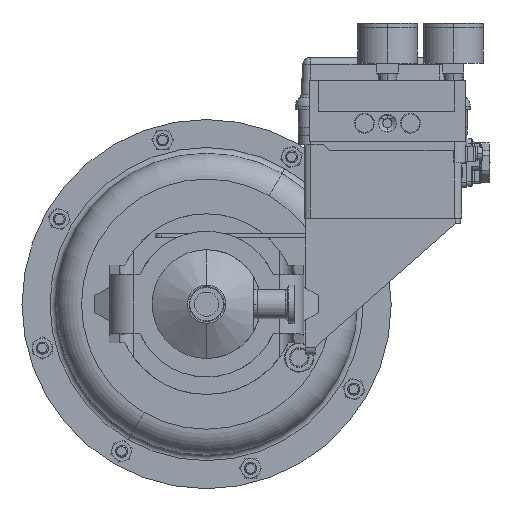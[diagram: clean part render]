
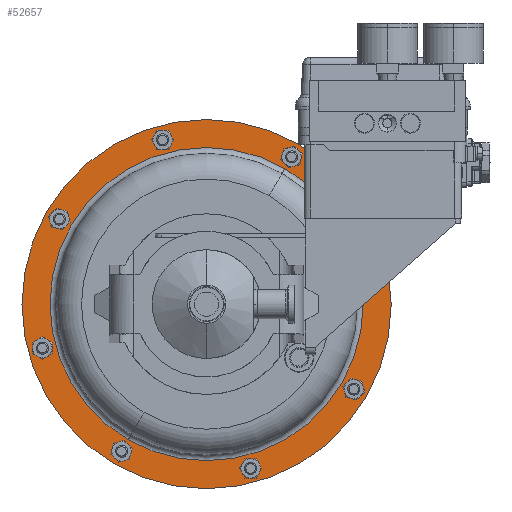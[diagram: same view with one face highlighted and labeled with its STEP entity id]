
A CAD part, front view. The second image highlights one B-rep face of the part: STEP entity #52657.
In plain terms, the highlighted planar face has unit normal (0, -1, 0).
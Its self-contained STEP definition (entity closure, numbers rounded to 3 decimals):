
#644 = FACE_OUTER_BOUND ( 'NONE', #5673, .T. ) ;
#1218 = ORIENTED_EDGE ( 'NONE', *, *, #21013, .F. ) ;
#2602 = EDGE_CURVE ( 'NONE', #12789, #85778, #10539, .T. ) ;
#3602 = CARTESIAN_POINT ( 'NONE',  ( 4.114, 9.563, -2.375 ) ) ;
#5673 = EDGE_LOOP ( 'NONE', ( #57351, #1218 ) ) ;
#10539 = CIRCLE ( 'NONE', #76122, 4.029 ) ;
#12789 = VERTEX_POINT ( 'NONE', #26888 ) ;
#13153 = DIRECTION ( 'NONE',  ( 0., 1., 0. ) ) ;
#13586 = CIRCLE ( 'NONE', #36887, 4.75 ) ;
#20239 = CARTESIAN_POINT ( 'NONE',  ( -2.375, 9.563, -4.114 ) ) ;
#21013 = EDGE_CURVE ( 'NONE', #75720, #56266, #59278, .T. ) ;
#24324 = DIRECTION ( 'NONE',  ( 0.5, 0., 0.866 ) ) ;
#24640 = CIRCLE ( 'NONE', #54630, 4.029 ) ;
#26888 = CARTESIAN_POINT ( 'NONE',  ( 2.014, 9.563, 3.489 ) ) ;
#27795 = CARTESIAN_POINT ( 'NONE',  ( 0., 9.563, 0. ) ) ;
#29564 = DIRECTION ( 'NONE',  ( 0., 1., 0. ) ) ;
#32651 = PLANE ( 'NONE',  #66844 ) ;
#34722 = AXIS2_PLACEMENT_3D ( 'NONE', #66002, #29564, #37499 ) ;
#36887 = AXIS2_PLACEMENT_3D ( 'NONE', #79228, #13153, #71267 ) ;
#37499 = DIRECTION ( 'NONE',  ( 0.5, 0., 0.866 ) ) ;
#40561 = DIRECTION ( 'NONE',  ( 0., -1., 0. ) ) ;
#43961 = FACE_BOUND ( 'NONE', #56776, .T. ) ;
#47742 = ORIENTED_EDGE ( 'NONE', *, *, #2602, .T. ) ;
#49108 = DIRECTION ( 'NONE',  ( 0., 1., 0. ) ) ;
#52657 = ADVANCED_FACE ( 'NONE', ( #43961, #644 ), #32651, .T. ) ;
#54511 = DIRECTION ( 'NONE',  ( -0.5, 0., -0.866 ) ) ;
#54630 = AXIS2_PLACEMENT_3D ( 'NONE', #67781, #89226, #24324 ) ;
#56266 = VERTEX_POINT ( 'NONE', #64467 ) ;
#56776 = EDGE_LOOP ( 'NONE', ( #47742, #67021 ) ) ;
#57351 = ORIENTED_EDGE ( 'NONE', *, *, #59110, .F. ) ;
#59110 = EDGE_CURVE ( 'NONE', #56266, #75720, #13586, .T. ) ;
#59278 = CIRCLE ( 'NONE', #34722, 4.75 ) ;
#64467 = CARTESIAN_POINT ( 'NONE',  ( 2.375, 9.563, 4.114 ) ) ;
#66002 = CARTESIAN_POINT ( 'NONE',  ( 0., 9.563, 0. ) ) ;
#66844 = AXIS2_PLACEMENT_3D ( 'NONE', #3602, #40561, #54511 ) ;
#67021 = ORIENTED_EDGE ( 'NONE', *, *, #72897, .T. ) ;
#67781 = CARTESIAN_POINT ( 'NONE',  ( 0., 9.563, 0. ) ) ;
#71267 = DIRECTION ( 'NONE',  ( 0.5, 0., 0.866 ) ) ;
#72060 = CARTESIAN_POINT ( 'NONE',  ( -2.014, 9.563, -3.489 ) ) ;
#72897 = EDGE_CURVE ( 'NONE', #85778, #12789, #24640, .T. ) ;
#75720 = VERTEX_POINT ( 'NONE', #20239 ) ;
#76122 = AXIS2_PLACEMENT_3D ( 'NONE', #27795, #49108, #85010 ) ;
#79228 = CARTESIAN_POINT ( 'NONE',  ( 0., 9.563, 0. ) ) ;
#85010 = DIRECTION ( 'NONE',  ( 0.5, 0., 0.866 ) ) ;
#85778 = VERTEX_POINT ( 'NONE', #72060 ) ;
#89226 = DIRECTION ( 'NONE',  ( 0., 1., 0. ) ) ;
